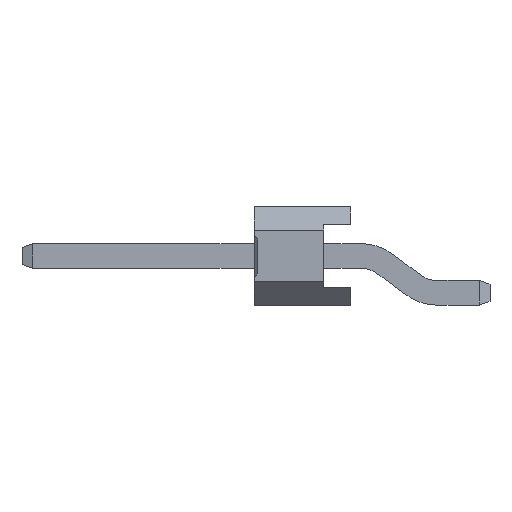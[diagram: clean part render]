
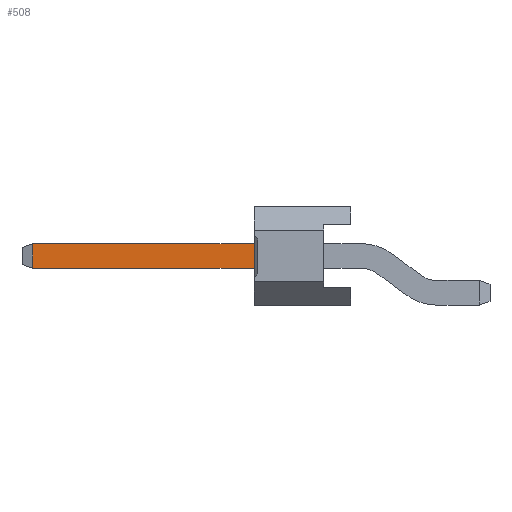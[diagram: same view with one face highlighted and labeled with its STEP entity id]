
A CAD part, left-side view. The second image highlights one B-rep face of the part: STEP entity #508.
In plain terms, the highlighted planar face has unit normal (-1, 0, 0).
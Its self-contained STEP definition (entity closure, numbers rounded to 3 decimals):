
#508=ADVANCED_FACE('',(#1969),#1971,.T.);
#1969=FACE_BOUND('',#1970,.T.);
#1970=EDGE_LOOP('',(#3152,#3153,#3154,#3155));
#1971=PLANE('',#1972);
#1972=AXIS2_PLACEMENT_3D('',#1973,#1974,#1975);
#1973=CARTESIAN_POINT('',(-0.32,-0.85,0.));
#1974=DIRECTION('',(-1.,0.,0.));
#1975=DIRECTION('',(0.,0.,1.));
#3152=ORIENTED_EDGE('',*,*,#3766,.F.);
#3153=ORIENTED_EDGE('',*,*,#3923,.T.);
#3154=ORIENTED_EDGE('',*,*,#3924,.F.);
#3155=ORIENTED_EDGE('',*,*,#3925,.F.);
#3766=EDGE_CURVE('',#4271,#4273,#4274,.T.);
#3923=EDGE_CURVE('',#4271,#4530,#4532,.T.);
#3924=EDGE_CURVE('',#4533,#4530,#4534,.T.);
#3925=EDGE_CURVE('',#4273,#4533,#4535,.T.);
#4271=VERTEX_POINT('',#5127);
#4273=VERTEX_POINT('',#5131);
#4274=LINE('',#5132,#5133);
#4530=VERTEX_POINT('',#5700);
#4532=LINE('',#5704,#5705);
#4533=VERTEX_POINT('',#5707);
#4534=LINE('',#5708,#5709);
#4535=LINE('',#5711,#5712);
#5127=CARTESIAN_POINT('',(-0.32,5.25,1.59));
#5131=CARTESIAN_POINT('',(-0.32,5.25,0.95));
#5132=CARTESIAN_POINT('',(-0.32,5.25,1.59));
#5133=VECTOR('',#5134,1.);
#5134=DIRECTION('',(0.,0.,-1.));
#5700=CARTESIAN_POINT('',(-0.32,10.975,1.59));
#5704=CARTESIAN_POINT('',(-0.32,5.25,1.59));
#5705=VECTOR('',#5706,1.);
#5706=DIRECTION('',(0.,1.,0.));
#5707=CARTESIAN_POINT('',(-0.32,10.975,0.95));
#5708=CARTESIAN_POINT('',(-0.32,10.975,0.95));
#5709=VECTOR('',#5710,1.);
#5710=DIRECTION('',(0.,0.,1.));
#5711=CARTESIAN_POINT('',(-0.32,5.25,0.95));
#5712=VECTOR('',#5713,1.);
#5713=DIRECTION('',(0.,1.,0.));
